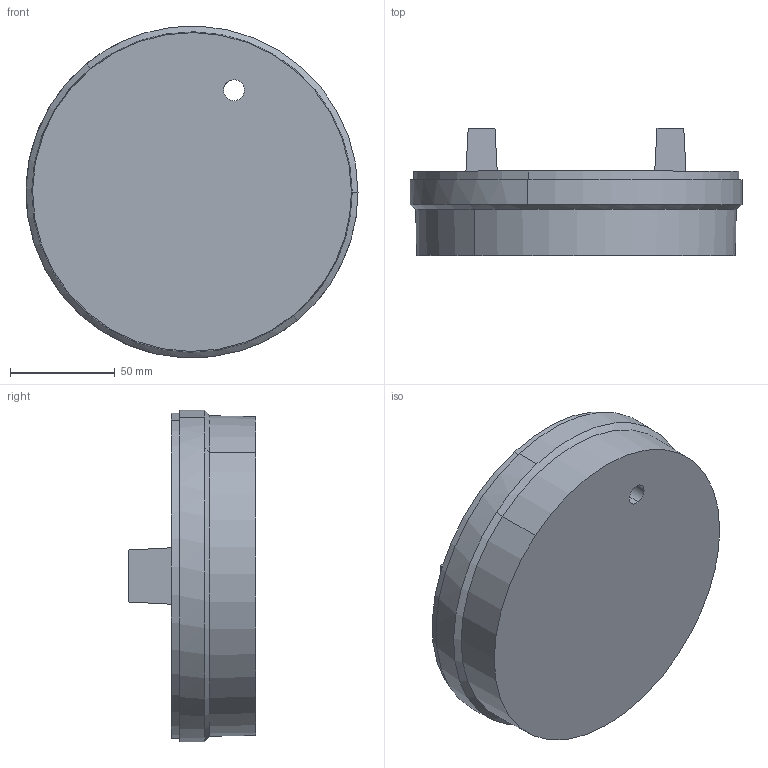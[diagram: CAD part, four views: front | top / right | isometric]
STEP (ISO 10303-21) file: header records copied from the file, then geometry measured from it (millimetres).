
FILE_DESCRIPTION(('produced by SPATIAL CORP'),'2;1');
FILE_NAME('Part28.hh.sat.stp', '2002-04-22T11:44:37+00:00',('SPATIAL CORP'),('SPATIAL CORP'), 'ACIS STEP Husk','http://www.spatial.com','SPATIAL CORP');
FILE_SCHEMA(('CONFIG_CONTROL_DESIGN'));
Length unit declared in the file: millimetre
Products named in the file (1): PRODUCT_ID_1
Bounding box: 158.28 x 60.7 x 158.12 mm (x, y, z)
Volume: 324853.8 mm3; surface area: 89880.4 mm2
Topology: 2 solids, 3 shells, 127 faces, 344 edges, 227 vertices
Faces by surface type: plane 60, cylinder 52, cone 15
Entity records: 3623 total; most frequent: ORIENTED_EDGE 688, CARTESIAN_POINT 609, DIRECTION 534, EDGE_CURVE 344, VERTEX_POINT 227, VECTOR 186, LINE 186, AXIS2_PLACEMENT_3D 174
